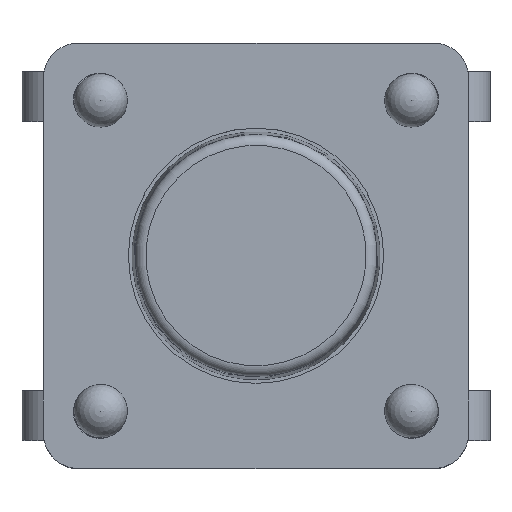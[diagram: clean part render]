
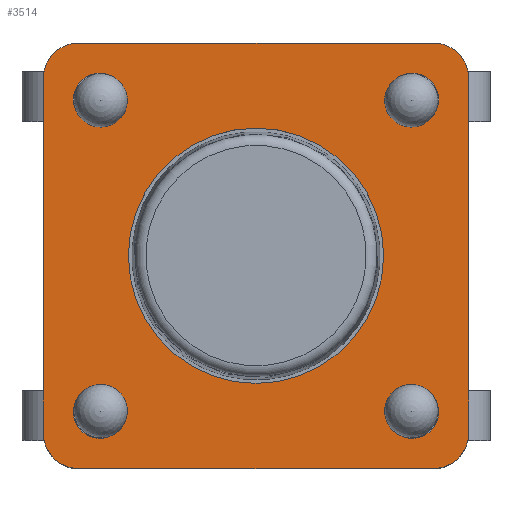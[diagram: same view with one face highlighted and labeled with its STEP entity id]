
A CAD part, top view. The second image highlights one B-rep face of the part: STEP entity #3514.
In plain terms, the highlighted planar face has unit normal (0, 0, 1).
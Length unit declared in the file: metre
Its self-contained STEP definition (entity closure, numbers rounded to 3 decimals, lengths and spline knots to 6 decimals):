
#227=LINE('',#5488,#582);
#239=LINE('',#5522,#594);
#257=LINE('',#5557,#612);
#289=LINE('',#5633,#644);
#582=VECTOR('',#4440,1.);
#594=VECTOR('',#4460,1.);
#612=VECTOR('',#4480,1.);
#644=VECTOR('',#4544,1.);
#1361=ORIENTED_EDGE('',*,*,#2106,.T.);
#1362=ORIENTED_EDGE('',*,*,#2107,.F.);
#1363=ORIENTED_EDGE('',*,*,#2108,.T.);
#1364=ORIENTED_EDGE('',*,*,#2109,.F.);
#1365=ORIENTED_EDGE('',*,*,#2110,.F.);
#1366=ORIENTED_EDGE('',*,*,#2111,.T.);
#1367=ORIENTED_EDGE('',*,*,#2112,.T.);
#1368=ORIENTED_EDGE('',*,*,#2113,.T.);
#1369=ORIENTED_EDGE('',*,*,#2114,.F.);
#1370=ORIENTED_EDGE('',*,*,#2056,.F.);
#1371=ORIENTED_EDGE('',*,*,#2021,.F.);
#1372=ORIENTED_EDGE('',*,*,#1999,.F.);
#1373=ORIENTED_EDGE('',*,*,#1998,.F.);
#1374=ORIENTED_EDGE('',*,*,#2017,.F.);
#1375=ORIENTED_EDGE('',*,*,#2027,.F.);
#1376=ORIENTED_EDGE('',*,*,#1984,.F.);
#1377=ORIENTED_EDGE('',*,*,#1979,.F.);
#1979=EDGE_CURVE('',#2443,#2438,#2727,.T.);
#1984=EDGE_CURVE('',#2438,#2447,#227,.T.);
#1998=EDGE_CURVE('',#2460,#2455,#2729,.T.);
#1999=EDGE_CURVE('',#2455,#2461,#239,.T.);
#2017=EDGE_CURVE('',#2476,#2460,#257,.T.);
#2021=EDGE_CURVE('',#2461,#2477,#2731,.T.);
#2027=EDGE_CURVE('',#2447,#2476,#2733,.T.);
#2056=EDGE_CURVE('',#2477,#2443,#289,.T.);
#2106=EDGE_CURVE('',#2522,#2523,#2736,.T.);
#2107=EDGE_CURVE('',#2522,#2523,#2737,.T.);
#2108=EDGE_CURVE('',#2524,#2525,#2738,.T.);
#2109=EDGE_CURVE('',#2524,#2525,#2739,.T.);
#2110=EDGE_CURVE('',#2526,#2527,#2740,.T.);
#2111=EDGE_CURVE('',#2526,#2527,#2741,.T.);
#2112=EDGE_CURVE('',#2528,#2528,#2742,.T.);
#2113=EDGE_CURVE('',#2529,#2530,#2743,.T.);
#2114=EDGE_CURVE('',#2529,#2530,#2744,.T.);
#2438=VERTEX_POINT('',#5465);
#2443=VERTEX_POINT('',#5477);
#2447=VERTEX_POINT('',#5489);
#2455=VERTEX_POINT('',#5507);
#2460=VERTEX_POINT('',#5519);
#2461=VERTEX_POINT('',#5523);
#2476=VERTEX_POINT('',#5556);
#2477=VERTEX_POINT('',#5560);
#2522=VERTEX_POINT('',#5740);
#2523=VERTEX_POINT('',#5741);
#2524=VERTEX_POINT('',#5744);
#2525=VERTEX_POINT('',#5745);
#2526=VERTEX_POINT('',#5748);
#2527=VERTEX_POINT('',#5749);
#2528=VERTEX_POINT('',#5752);
#2529=VERTEX_POINT('',#5754);
#2530=VERTEX_POINT('',#5755);
#2727=CIRCLE('',#3872,0.0005);
#2729=CIRCLE('',#3877,0.0005);
#2731=CIRCLE('',#3882,0.0005);
#2733=CIRCLE('',#3886,0.0005);
#2736=CIRCLE('',#3928,0.000375);
#2737=CIRCLE('',#3929,0.000375);
#2738=CIRCLE('',#3930,0.000375);
#2739=CIRCLE('',#3931,0.000375);
#2740=CIRCLE('',#3932,0.000375);
#2741=CIRCLE('',#3933,0.000375);
#2742=CIRCLE('',#3934,0.0018);
#2743=CIRCLE('',#3935,0.000375);
#2744=CIRCLE('',#3936,0.000375);
#2916=EDGE_LOOP('',(#1361,#1362));
#2917=EDGE_LOOP('',(#1363,#1364));
#2918=EDGE_LOOP('',(#1365,#1366));
#2919=EDGE_LOOP('',(#1367));
#2920=EDGE_LOOP('',(#1368,#1369));
#2921=EDGE_LOOP('',(#1370,#1371,#1372,#1373,#1374,#1375,#1376,#1377));
#3160=FACE_BOUND('',#2916,.T.);
#3161=FACE_BOUND('',#2917,.T.);
#3162=FACE_BOUND('',#2918,.T.);
#3163=FACE_BOUND('',#2919,.T.);
#3164=FACE_BOUND('',#2920,.T.);
#3165=FACE_BOUND('',#2921,.T.);
#3351=PLANE('',#3927);
#3514=ADVANCED_FACE('',(#3160,#3161,#3162,#3163,#3164,#3165),#3351,.F.);
#3872=AXIS2_PLACEMENT_3D('',#5478,#4430,#4431);
#3877=AXIS2_PLACEMENT_3D('',#5520,#4456,#4457);
#3882=AXIS2_PLACEMENT_3D('',#5567,#4486,#4487);
#3886=AXIS2_PLACEMENT_3D('',#5580,#4497,#4498);
#3927=AXIS2_PLACEMENT_3D('',#5738,#4655,#4656);
#3928=AXIS2_PLACEMENT_3D('',#5739,#4657,#4658);
#3929=AXIS2_PLACEMENT_3D('',#5742,#4659,#4660);
#3930=AXIS2_PLACEMENT_3D('',#5743,#4661,#4662);
#3931=AXIS2_PLACEMENT_3D('',#5746,#4663,#4664);
#3932=AXIS2_PLACEMENT_3D('',#5747,#4665,#4666);
#3933=AXIS2_PLACEMENT_3D('',#5750,#4667,#4668);
#3934=AXIS2_PLACEMENT_3D('',#5751,#4669,#4670);
#3935=AXIS2_PLACEMENT_3D('',#5753,#4671,#4672);
#3936=AXIS2_PLACEMENT_3D('',#5756,#4673,#4674);
#4430=DIRECTION('',(0.,0.,-1.));
#4431=DIRECTION('',(0.707,-0.707,0.));
#4440=DIRECTION('',(-1.,0.,0.));
#4456=DIRECTION('',(0.,0.,-1.));
#4457=DIRECTION('',(-0.707,0.707,0.));
#4460=DIRECTION('',(1.,0.,0.));
#4480=DIRECTION('',(0.,1.,0.));
#4486=DIRECTION('',(0.,0.,-1.));
#4487=DIRECTION('',(0.707,0.707,0.));
#4497=DIRECTION('',(0.,0.,-1.));
#4498=DIRECTION('',(-0.707,-0.707,0.));
#4544=DIRECTION('',(0.,-1.,0.));
#4655=DIRECTION('',(0.,0.,-1.));
#4656=DIRECTION('',(-1.,0.,0.));
#4657=DIRECTION('',(0.,0.,-1.));
#4658=DIRECTION('',(-1.,0.,0.));
#4659=DIRECTION('',(0.,0.,1.));
#4660=DIRECTION('',(-1.,0.,0.));
#4661=DIRECTION('',(0.,0.,-1.));
#4662=DIRECTION('',(-1.,0.,0.));
#4663=DIRECTION('',(0.,0.,1.));
#4664=DIRECTION('',(-1.,0.,0.));
#4665=DIRECTION('',(0.,0.,1.));
#4666=DIRECTION('',(-1.,0.,0.));
#4667=DIRECTION('',(0.,0.,-1.));
#4668=DIRECTION('',(-1.,0.,0.));
#4669=DIRECTION('',(0.,0.,-1.));
#4670=DIRECTION('',(-1.,0.,0.));
#4671=DIRECTION('',(0.,0.,-1.));
#4672=DIRECTION('',(-1.,0.,0.));
#4673=DIRECTION('',(0.,0.,1.));
#4674=DIRECTION('',(-1.,0.,0.));
#5465=CARTESIAN_POINT('',(0.0025,-0.003,0.00322));
#5477=CARTESIAN_POINT('',(0.003,-0.0025,0.00322));
#5478=CARTESIAN_POINT('',(0.0025,-0.0025,0.00322));
#5488=CARTESIAN_POINT('',(0.0025,-0.003,0.00322));
#5489=CARTESIAN_POINT('',(-0.0025,-0.003,0.00322));
#5507=CARTESIAN_POINT('',(-0.0025,0.003,0.00322));
#5519=CARTESIAN_POINT('',(-0.003,0.0025,0.00322));
#5520=CARTESIAN_POINT('',(-0.0025,0.0025,0.00322));
#5522=CARTESIAN_POINT('',(-0.0025,0.003,0.00322));
#5523=CARTESIAN_POINT('',(0.0025,0.003,0.00322));
#5556=CARTESIAN_POINT('',(-0.003,-0.0025,0.00322));
#5557=CARTESIAN_POINT('',(-0.003,-0.0025,0.00322));
#5560=CARTESIAN_POINT('',(0.003,0.0025,0.00322));
#5567=CARTESIAN_POINT('',(0.0025,0.0025,0.00322));
#5580=CARTESIAN_POINT('',(-0.0025,-0.0025,0.00322));
#5633=CARTESIAN_POINT('',(0.003,0.0025,0.00322));
#5738=CARTESIAN_POINT('',(0.0025,-0.0025,0.00322));
#5739=CARTESIAN_POINT('',(0.0022,0.0022,0.00322));
#5740=CARTESIAN_POINT('',(0.00193,0.00246,0.00322));
#5741=CARTESIAN_POINT('',(0.00246,0.00193,0.00322));
#5742=CARTESIAN_POINT('',(0.00219,0.00219,0.00322));
#5743=CARTESIAN_POINT('',(0.0022,-0.0022,0.00322));
#5744=CARTESIAN_POINT('',(0.00246,-0.00193,0.00322));
#5745=CARTESIAN_POINT('',(0.00193,-0.00246,0.00322));
#5746=CARTESIAN_POINT('',(0.00219,-0.00219,0.00322));
#5747=CARTESIAN_POINT('',(-0.00219,0.00219,0.00322));
#5748=CARTESIAN_POINT('',(-0.00246,0.00193,0.00322));
#5749=CARTESIAN_POINT('',(-0.00193,0.00246,0.00322));
#5750=CARTESIAN_POINT('',(-0.0022,0.0022,0.00322));
#5751=CARTESIAN_POINT('',(0.,0.,0.00322));
#5752=CARTESIAN_POINT('',(-0.0018,0.,0.00322));
#5753=CARTESIAN_POINT('',(-0.0022,-0.0022,0.00322));
#5754=CARTESIAN_POINT('',(-0.00193,-0.00246,0.00322));
#5755=CARTESIAN_POINT('',(-0.00246,-0.00193,0.00322));
#5756=CARTESIAN_POINT('',(-0.00219,-0.00219,0.00322));
